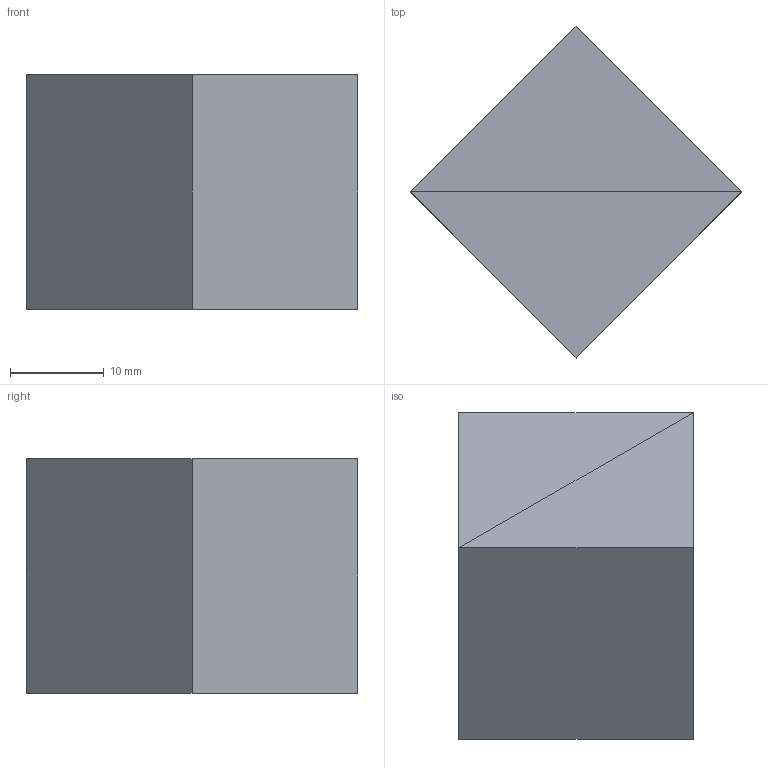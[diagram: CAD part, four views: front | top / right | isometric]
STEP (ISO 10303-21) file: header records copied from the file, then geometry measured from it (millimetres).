
FILE_DESCRIPTION (( 'STEP AP203' ), '1' );
FILE_NAME ('25mm BEAMSPLITTER CUBE TS_35963.step', '2017-07-18T13:27:16', ( '' ), ( '' ), 'SwSTEP 2.0', 'SolidWorks 2016', '' );
FILE_SCHEMA (( 'CONFIG_CONTROL_DESIGN' ));
Length unit declared in the file: millimetre
Products named in the file (2): 25x25 Right Angle Prism Master; 25mm BEAMSPLITTER CUBE TS_35963
Assembly tree (2 placements, depth 2):
  25mm BEAMSPLITTER CUBE TS_35963
    25x25 Right Angle Prism Master  x2
Bounding box: 35.36 x 35.36 x 25 mm (x, y, z)
Volume: 15625 mm3; surface area: 5517.8 mm2
Topology: 2 solids, 2 shells, 10 faces, 18 edges, 12 vertices
Faces by surface type: plane 10
Entity records: 351 total; most frequent: DIRECTION 29, CARTESIAN_POINT 25, ORIENTED_EDGE 18, PERSON_AND_ORGANIZATION 18, COORDINATED_UNIVERSAL_TIME_OFFSET 14, DATE_AND_TIME 14, CALENDAR_DATE 14, LOCAL_TIME 14
